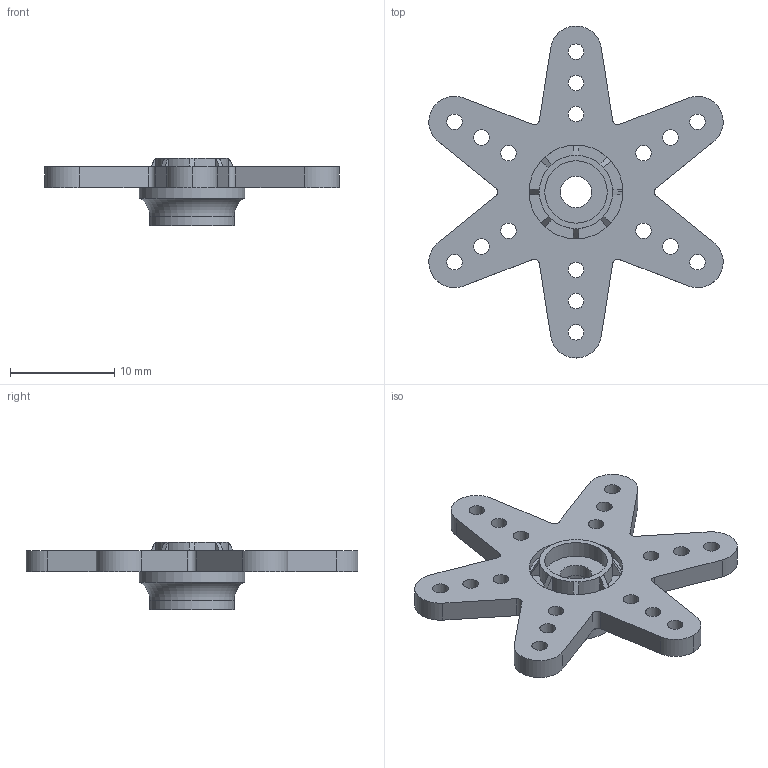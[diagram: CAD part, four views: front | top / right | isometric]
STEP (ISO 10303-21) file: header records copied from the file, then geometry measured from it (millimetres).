
FILE_DESCRIPTION(('FreeCAD Model'),'2;1');
FILE_NAME('Futaba3003-6-arms-horn.step', '2014-08-04T18:52:20',('FreeCAD'),('FreeCAD'), 'Open CASCADE STEP processor 6.7','FreeCAD','Unknown');
FILE_SCHEMA(('AUTOMOTIVE_DESIGN_CC2 { 1 2 10303 214 -1 1 5 4 }'));
Length unit declared in the file: millimetre
Products named in the file (1): 6-arms-horn-final
Bounding box: 28.28 x 31.9 x 6.46 mm (x, y, z)
Volume: 964.8 mm3; surface area: 1526.1 mm2
Topology: 1 solids, 1 shells, 93 faces, 245 edges, 160 vertices
Faces by surface type: cylinder 47, plane 36, cone 9, torus 1
Full cylindrical faces by diameter (mm): 1.5 x18, 3 x1, 5.3 x1, 6 x1, 8.1 x1, 9 x1, 10.14 x1, 10.2 x1
Entity records: 6360 total; most frequent: CARTESIAN_POINT 1393, DIRECTION 954, ORIENTED_EDGE 490, PCURVE 490, DEFINITIONAL_REPRESENTATION 490, LINE 408, VECTOR 408, EDGE_CURVE 245
